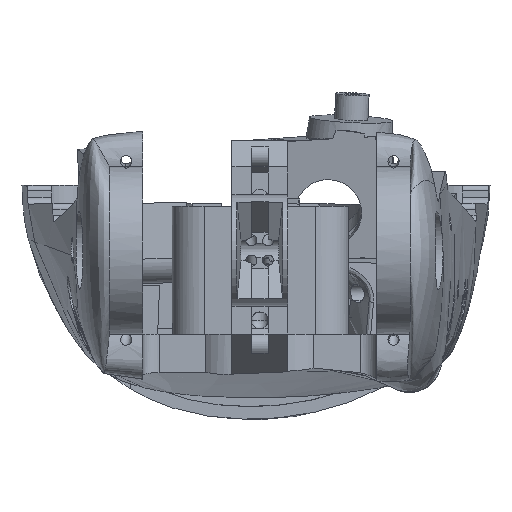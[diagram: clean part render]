
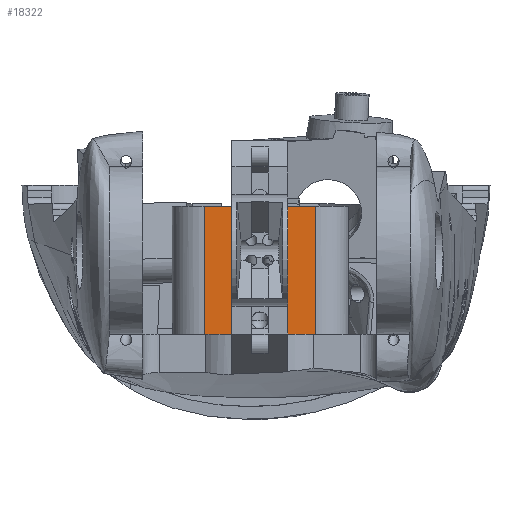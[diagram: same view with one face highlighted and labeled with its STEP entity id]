
A CAD part, top view. The second image highlights one B-rep face of the part: STEP entity #18322.
In plain terms, the highlighted planar face has unit normal (-0.011, 0, 1).
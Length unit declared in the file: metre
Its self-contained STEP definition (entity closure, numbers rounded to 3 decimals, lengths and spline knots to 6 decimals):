
#970=PLANE('',#19762);
#1472=LINE('',#28046,#2822);
#1488=LINE('',#28088,#2838);
#1491=LINE('',#28093,#2841);
#1507=LINE('',#28128,#2857);
#2275=LINE('',#35121,#3625);
#2276=LINE('',#35129,#3626);
#2280=LINE('',#35135,#3630);
#2281=LINE('',#35143,#3631);
#2282=LINE('',#35145,#3632);
#2283=LINE('',#35146,#3633);
#2822=VECTOR('',#21075,1.);
#2838=VECTOR('',#21101,1.);
#2841=VECTOR('',#21106,1.);
#2857=VECTOR('',#21134,1.);
#3625=VECTOR('',#23552,1.);
#3626=VECTOR('',#23561,1.);
#3630=VECTOR('',#23565,1.);
#3631=VECTOR('',#23574,1.);
#3632=VECTOR('',#23577,1.);
#3633=VECTOR('',#23578,1.);
#3814=B_SPLINE_CURVE_WITH_KNOTS('',3,(#24723,#24724,#24725,#24726),
 .UNSPECIFIED.,.F.,.F.,(4,4),(0.015017,0.02),
 .UNSPECIFIED.);
#3874=B_SPLINE_CURVE_WITH_KNOTS('',3,(#25499,#25500,#25501,#25502),
 .UNSPECIFIED.,.F.,.F.,(4,4),(0.,0.005017),.UNSPECIFIED.);
#8728=ORIENTED_EDGE('',*,*,#10768,.T.);
#8729=ORIENTED_EDGE('',*,*,#12455,.T.);
#8730=ORIENTED_EDGE('',*,*,#12446,.T.);
#8731=ORIENTED_EDGE('',*,*,#12442,.F.);
#8732=ORIENTED_EDGE('',*,*,#10174,.F.);
#8733=ORIENTED_EDGE('',*,*,#10912,.T.);
#8734=ORIENTED_EDGE('',*,*,#10909,.T.);
#8735=ORIENTED_EDGE('',*,*,#10931,.T.);
#8736=ORIENTED_EDGE('',*,*,#10890,.F.);
#8737=ORIENTED_EDGE('',*,*,#10395,.F.);
#8738=ORIENTED_EDGE('',*,*,#12454,.T.);
#8739=ORIENTED_EDGE('',*,*,#12450,.T.);
#8740=ORIENTED_EDGE('',*,*,#12456,.T.);
#10174=EDGE_CURVE('',#12930,#12931,#3814,.T.);
#10395=EDGE_CURVE('',#13120,#13121,#3874,.T.);
#10768=EDGE_CURVE('',#13422,#13420,#14760,.T.);
#10890=EDGE_CURVE('',#13121,#13522,#1472,.T.);
#10909=EDGE_CURVE('',#13539,#13537,#1488,.T.);
#10912=EDGE_CURVE('',#12930,#13539,#1491,.T.);
#10931=EDGE_CURVE('',#13537,#13522,#1507,.T.);
#12442=EDGE_CURVE('',#12931,#14520,#2275,.T.);
#12446=EDGE_CURVE('',#14523,#14520,#2276,.T.);
#12450=EDGE_CURVE('',#14525,#14524,#2280,.T.);
#12454=EDGE_CURVE('',#13120,#14525,#2281,.T.);
#12455=EDGE_CURVE('',#13420,#14523,#2282,.T.);
#12456=EDGE_CURVE('',#14524,#13422,#2283,.T.);
#12930=VERTEX_POINT('',#24722);
#12931=VERTEX_POINT('',#24727);
#13120=VERTEX_POINT('',#25498);
#13121=VERTEX_POINT('',#25503);
#13420=VERTEX_POINT('',#27622);
#13422=VERTEX_POINT('',#27625);
#13522=VERTEX_POINT('',#28047);
#13537=VERTEX_POINT('',#28086);
#13539=VERTEX_POINT('',#28089);
#14520=VERTEX_POINT('',#35122);
#14523=VERTEX_POINT('',#35130);
#14524=VERTEX_POINT('',#35134);
#14525=VERTEX_POINT('',#35136);
#14760=ELLIPSE('',#18847,0.00102,0.001);
#15856=EDGE_LOOP('',(#8728,#8729,#8730,#8731,#8732,#8733,#8734,#8735,#8736,
#8737,#8738,#8739,#8740));
#17057=FACE_BOUND('',#15856,.T.);
#18322=ADVANCED_FACE('',(#17057),#970,.F.);
#18847=AXIS2_PLACEMENT_3D('',#27624,#20892,#20893);
#19762=AXIS2_PLACEMENT_3D('',#35144,#23575,#23576);
#20892=DIRECTION('',(0.011,0.,-1.));
#20893=DIRECTION('',(0.144,-0.99,0.002));
#21075=DIRECTION('',(0.,1.,0.));
#21101=DIRECTION('',(0.,1.,0.));
#21106=DIRECTION('',(0.,1.,0.));
#21134=DIRECTION('',(0.999,-0.041,0.011));
#23552=DIRECTION('',(0.,1.,0.));
#23561=DIRECTION('',(-1.,0.,-0.011));
#23565=DIRECTION('',(-1.,0.,-0.011));
#23574=DIRECTION('',(0.,1.,0.));
#23575=DIRECTION('',(0.011,0.,-1.));
#23576=DIRECTION('',(-1.,0.,-0.011));
#23577=DIRECTION('',(-0.646,0.763,-0.007));
#23578=DIRECTION('',(-0.645,-0.765,-0.007));
#24722=CARTESIAN_POINT('',(-0.0043,-0.027089,0.194869));
#24723=CARTESIAN_POINT('',(-0.0043,-0.027089,0.194869));
#24724=CARTESIAN_POINT('',(-0.005961,-0.027085,0.194851));
#24725=CARTESIAN_POINT('',(-0.007622,-0.02708,0.194833));
#24726=CARTESIAN_POINT('',(-0.009282,-0.027073,0.194815));
#24727=CARTESIAN_POINT('',(-0.009282,-0.027073,0.194815));
#25498=CARTESIAN_POINT('',(0.010717,-0.02707,0.195031));
#25499=CARTESIAN_POINT('',(0.010717,-0.02707,0.195031));
#25500=CARTESIAN_POINT('',(0.009044,-0.027078,0.195013));
#25501=CARTESIAN_POINT('',(0.007372,-0.027083,0.194995));
#25502=CARTESIAN_POINT('',(0.0057,-0.027087,0.194977));
#25503=CARTESIAN_POINT('',(0.0057,-0.027087,0.194977));
#27622=CARTESIAN_POINT('',(-0.002072,-0.005173,0.194893));
#27624=CARTESIAN_POINT('',(-0.001317,-0.004509,0.194901));
#27625=CARTESIAN_POINT('',(-0.000556,-0.005176,0.194909));
#28046=CARTESIAN_POINT('',(0.0057,-0.042016,0.194977));
#28047=CARTESIAN_POINT('',(0.0057,-0.008786,0.194977));
#28086=CARTESIAN_POINT('',(-0.0043,-0.008379,0.194869));
#28088=CARTESIAN_POINT('',(-0.0043,-0.042016,0.194869));
#28089=CARTESIAN_POINT('',(-0.0043,-0.026721,0.194869));
#28093=CARTESIAN_POINT('',(-0.0043,-0.042016,0.194869));
#28128=CARTESIAN_POINT('',(-0.007907,-0.008232,0.19483));
#35121=CARTESIAN_POINT('',(-0.009282,-0.042016,0.194815));
#35122=CARTESIAN_POINT('',(-0.009282,-0.004,0.194815));
#35129=CARTESIAN_POINT('',(-0.009282,-0.004,0.194815));
#35130=CARTESIAN_POINT('',(-0.003066,-0.004,0.194882));
#35134=CARTESIAN_POINT('',(0.000435,-0.004,0.19492));
#35135=CARTESIAN_POINT('',(-0.009282,-0.004,0.194815));
#35136=CARTESIAN_POINT('',(0.010717,-0.004,0.195031));
#35143=CARTESIAN_POINT('',(0.010717,-0.042016,0.195031));
#35144=CARTESIAN_POINT('',(-0.009282,-0.042016,0.194815));
#35145=CARTESIAN_POINT('',(0.013086,-0.02307,0.195057));
#35146=CARTESIAN_POINT('',(-0.022336,-0.031009,0.194674));
